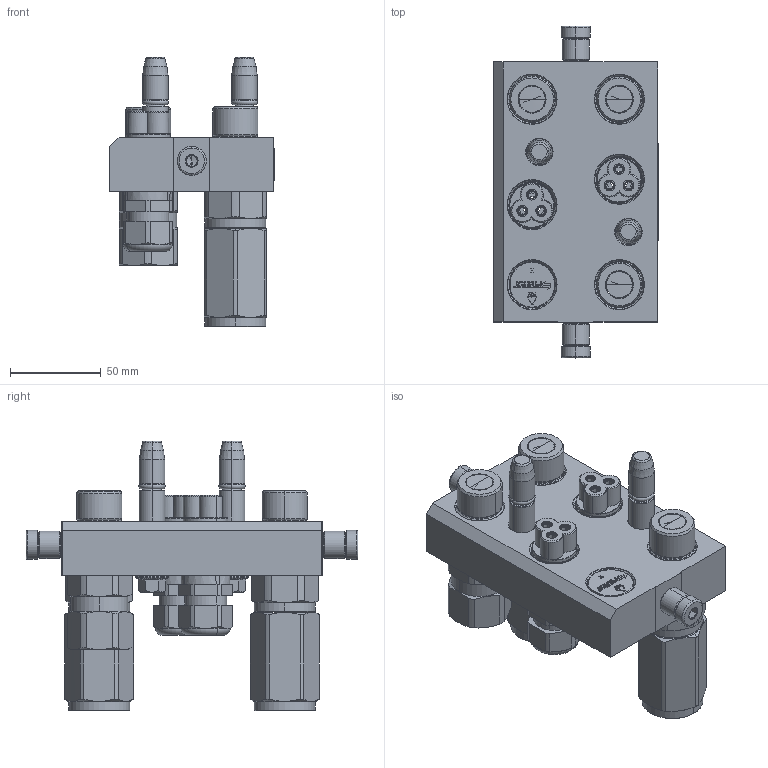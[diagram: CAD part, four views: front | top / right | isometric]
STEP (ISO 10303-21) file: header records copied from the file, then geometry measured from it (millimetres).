
FILE_DESCRIPTION (( 'STEP AP214' ), '1' );
FILE_NAME ('FASTER.step', '2026-02-11T06:27:00', ( '' ), ( '' ), 'SwSTEP 2.0', 'SolidWorks 2017', '' );
FILE_SCHEMA (( 'AUTOMOTIVE_DESIGN' ));
Length unit declared in the file: millimetre
Products named in the file (16): 4850_010_0000_010; P608_M_BASE; 4830_044_0000_000; et002; 4830_028_1000_011; TAPPO_12; 4830_013_3000_030; conn_3p_m; or2_62x9_19_m; corpospel08-3m; FASTER; 2ffnp12-18g_m; 1540_080_0008_000; 4830_021_0000_000; 3ffnp12_gas_m
Assembly tree (24 placements, depth 3):
  FASTER
    P608_M_BASE
      4850_010_0000_010
      4830_021_0000_000  x2
      4830_013_3000_030  x2
      4830_028_1000_011  x2
      1540_080_0008_000  x2
      or2_62x9_19_m  x2
    2ffnp12-18g_m
    conn_3p_m  x2
      4830_044_0000_000
      corpospel08-3m
    TAPPO_12
    3ffnp12_gas_m  x2
      3ffnp12_gas_m
    et002
Bounding box: 90.3 x 182.6 x 148.2 mm (x, y, z)
Volume: 50888 mm3; surface area: 163545.5 mm2
Topology: 9 solids, 68 shells, 2991 faces, 8201 edges, 5336 vertices
Faces by surface type: plane 1634, cylinder 645, cone 416, torus 202, bspline 82, sphere 12
Entity records: 89632 total; most frequent: CARTESIAN_POINT 21263, ORIENTED_EDGE 11888, DIRECTION 11303, EDGE_CURVE 6167, LINE 4187, VECTOR 4187, VERTEX_POINT 4018, AXIS2_PLACEMENT_3D 3558
